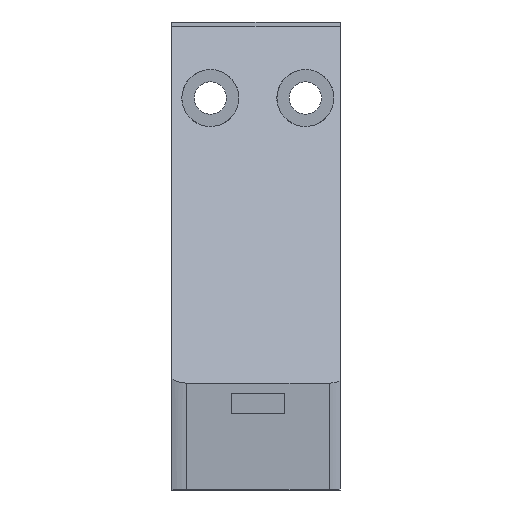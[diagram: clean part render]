
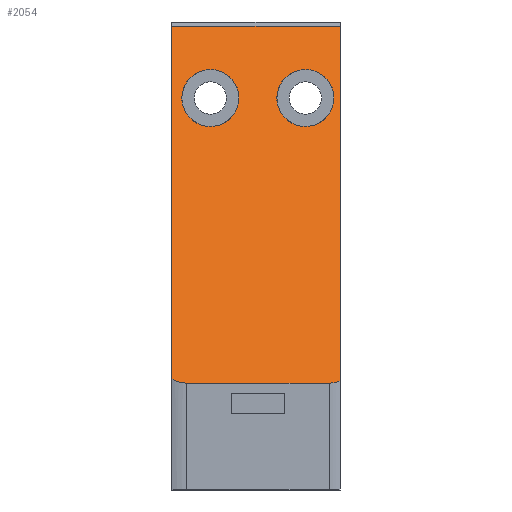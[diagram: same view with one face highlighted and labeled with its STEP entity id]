
A CAD part, front view. The second image highlights one B-rep face of the part: STEP entity #2054.
In plain terms, the highlighted planar face has unit normal (0, -0.866, 0.5).
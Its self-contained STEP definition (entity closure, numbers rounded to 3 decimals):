
#17=ELLIPSE('',#2219,10.,5.);
#18=ELLIPSE('',#2220,10.,5.);
#19=ELLIPSE('',#2221,3.464,3.);
#20=ELLIPSE('',#2222,3.464,3.);
#54=FACE_BOUND('',#330,.T.);
#55=FACE_BOUND('',#331,.T.);
#108=PLANE('',#2218);
#195=FACE_OUTER_BOUND('',#329,.T.);
#329=EDGE_LOOP('',(#1623,#1624,#1625,#1626,#1627,#1628));
#330=EDGE_LOOP('',(#1629));
#331=EDGE_LOOP('',(#1630));
#472=LINE('',#3097,#681);
#535=LINE('',#3268,#744);
#537=LINE('',#3274,#746);
#538=LINE('',#3277,#747);
#681=VECTOR('',#2436,10.);
#744=VECTOR('',#2577,10.);
#746=VECTOR('',#2583,10.);
#747=VECTOR('',#2586,10.);
#963=VERTEX_POINT('',#3094);
#964=VERTEX_POINT('',#3096);
#1033=VERTEX_POINT('',#3267);
#1034=VERTEX_POINT('',#3271);
#1035=VERTEX_POINT('',#3273);
#1036=VERTEX_POINT('',#3275);
#1037=VERTEX_POINT('',#3278);
#1038=VERTEX_POINT('',#3280);
#1174=EDGE_CURVE('',#964,#963,#472,.T.);
#1259=EDGE_CURVE('',#964,#1033,#535,.T.);
#1261=EDGE_CURVE('',#1034,#963,#17,.T.);
#1262=EDGE_CURVE('',#1035,#1034,#537,.T.);
#1263=EDGE_CURVE('',#1036,#1035,#18,.T.);
#1264=EDGE_CURVE('',#1033,#1036,#538,.T.);
#1265=EDGE_CURVE('',#1037,#1037,#19,.T.);
#1266=EDGE_CURVE('',#1038,#1038,#20,.T.);
#1623=ORIENTED_EDGE('',*,*,#1174,.T.);
#1624=ORIENTED_EDGE('',*,*,#1261,.F.);
#1625=ORIENTED_EDGE('',*,*,#1262,.F.);
#1626=ORIENTED_EDGE('',*,*,#1263,.F.);
#1627=ORIENTED_EDGE('',*,*,#1264,.F.);
#1628=ORIENTED_EDGE('',*,*,#1259,.F.);
#1629=ORIENTED_EDGE('',*,*,#1265,.T.);
#1630=ORIENTED_EDGE('',*,*,#1266,.T.);
#2054=ADVANCED_FACE('',(#195,#54,#55),#108,.T.);
#2218=AXIS2_PLACEMENT_3D('',#3270,#2579,#2580);
#2219=AXIS2_PLACEMENT_3D('',#3272,#2581,#2582);
#2220=AXIS2_PLACEMENT_3D('',#3276,#2584,#2585);
#2221=AXIS2_PLACEMENT_3D('',#3279,#2587,#2588);
#2222=AXIS2_PLACEMENT_3D('',#3281,#2589,#2590);
#2436=DIRECTION('',(0.,-0.5,-0.866));
#2577=DIRECTION('',(1.,0.,0.));
#2579=DIRECTION('center_axis',(0.,-0.866,0.5));
#2580=DIRECTION('ref_axis',(0.,0.5,0.866));
#2581=DIRECTION('center_axis',(0.,0.866,-0.5));
#2582=DIRECTION('ref_axis',(0.,-0.5,-0.866));
#2583=DIRECTION('',(-1.,0.,0.));
#2584=DIRECTION('center_axis',(0.,0.866,-0.5));
#2585=DIRECTION('ref_axis',(0.,-0.5,-0.866));
#2586=DIRECTION('',(0.,-0.5,-0.866));
#2587=DIRECTION('center_axis',(0.,0.866,-0.5));
#2588=DIRECTION('ref_axis',(0.,-0.5,-0.866));
#2589=DIRECTION('center_axis',(0.,0.866,-0.5));
#2590=DIRECTION('ref_axis',(0.,-0.5,-0.866));
#3094=CARTESIAN_POINT('',(-4.5,-31.754,0.427));
#3096=CARTESIAN_POINT('',(-4.5,-10.311,37.567));
#3097=CARTESIAN_POINT('',(-4.5,-24.954,12.204));
#3267=CARTESIAN_POINT('',(13.19,-10.311,37.567));
#3268=CARTESIAN_POINT('',(17.04,-10.311,37.567));
#3270=CARTESIAN_POINT('Origin',(17.04,-32.,0.));
#3271=CARTESIAN_POINT('',(-2.95,-32.,0.));
#3272=CARTESIAN_POINT('Origin',(-2.95,-27.,8.66));
#3273=CARTESIAN_POINT('',(12.04,-32.,0.));
#3274=CARTESIAN_POINT('',(17.04,-32.,0.));
#3275=CARTESIAN_POINT('',(13.19,-31.866,0.232));
#3276=CARTESIAN_POINT('Origin',(12.04,-27.,8.66));
#3277=CARTESIAN_POINT('',(13.19,-24.954,12.204));
#3278=CARTESIAN_POINT('',(2.545,-14.679,30.));
#3279=CARTESIAN_POINT('Origin',(-0.455,-14.679,30.));
#3280=CARTESIAN_POINT('',(12.545,-14.679,30.));
#3281=CARTESIAN_POINT('Origin',(9.545,-14.679,30.));
